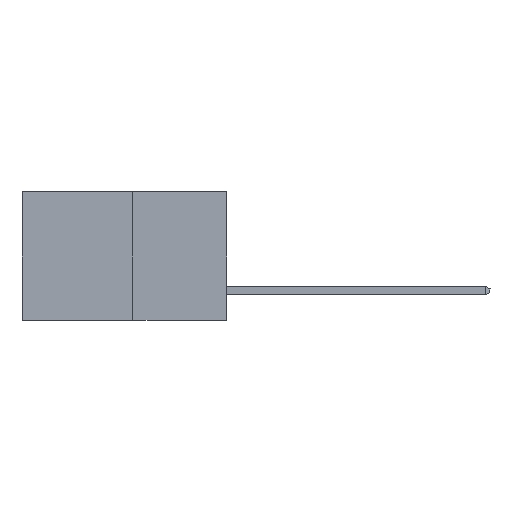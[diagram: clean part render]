
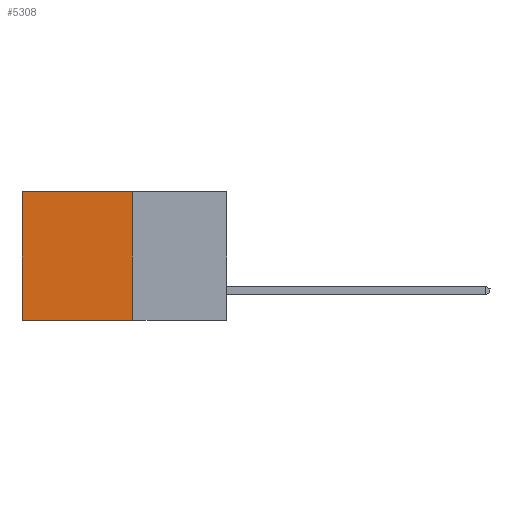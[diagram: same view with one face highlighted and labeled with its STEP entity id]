
A CAD part, left-side view. The second image highlights one B-rep face of the part: STEP entity #5308.
In plain terms, the highlighted planar face has unit normal (-1, 0, 0).
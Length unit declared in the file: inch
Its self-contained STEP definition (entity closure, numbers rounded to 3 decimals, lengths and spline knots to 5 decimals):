
#326 = FACE_OUTER_BOUND ( 'NONE', #573, .T. ) ;
#573 = EDGE_LOOP ( 'NONE', ( #10728, #6380, #3738, #9677 ) ) ;
#801 = CARTESIAN_POINT ( 'NONE',  ( 0.277, 0.59, 0. ) ) ;
#983 = VECTOR ( 'NONE', #11272, 39.37008 ) ;
#1368 = CARTESIAN_POINT ( 'NONE',  ( 0.277, 0.27, -0.37 ) ) ;
#2143 = VERTEX_POINT ( 'NONE', #11724 ) ;
#2946 = PLANE ( 'NONE',  #4838 ) ;
#3059 = CARTESIAN_POINT ( 'NONE',  ( 0.277, 0.27, 0. ) ) ;
#3396 = CARTESIAN_POINT ( 'NONE',  ( 0.277, 0.59, -0.37 ) ) ;
#3738 = ORIENTED_EDGE ( 'NONE', *, *, #10776, .F. ) ;
#4229 = LINE ( 'NONE', #3059, #12059 ) ;
#4391 = EDGE_CURVE ( 'NONE', #7704, #2143, #8883, .T. ) ;
#4838 = AXIS2_PLACEMENT_3D ( 'NONE', #5925, #12742, #6942 ) ;
#5308 = ADVANCED_FACE ( 'NONE', ( #326 ), #2946, .F. ) ;
#5333 = VECTOR ( 'NONE', #9744, 39.37008 ) ;
#5714 = CARTESIAN_POINT ( 'NONE',  ( 0.277, 0.27, -0.37 ) ) ;
#5925 = CARTESIAN_POINT ( 'NONE',  ( 0.277, 0.27, -0.37 ) ) ;
#6380 = ORIENTED_EDGE ( 'NONE', *, *, #8741, .F. ) ;
#6942 = DIRECTION ( 'NONE',  ( 0., 0., -1. ) ) ;
#7704 = VERTEX_POINT ( 'NONE', #801 ) ;
#7969 = LINE ( 'NONE', #8751, #5333 ) ;
#8101 = VERTEX_POINT ( 'NONE', #12682 ) ;
#8302 = DIRECTION ( 'NONE',  ( 0., 0., -1. ) ) ;
#8741 = EDGE_CURVE ( 'NONE', #11012, #2143, #7969, .T. ) ;
#8751 = CARTESIAN_POINT ( 'NONE',  ( 0.277, 0.27, -0.37 ) ) ;
#8883 = LINE ( 'NONE', #3396, #983 ) ;
#8940 = DIRECTION ( 'NONE',  ( 0., 1., 0. ) ) ;
#9677 = ORIENTED_EDGE ( 'NONE', *, *, #9914, .T. ) ;
#9744 = DIRECTION ( 'NONE',  ( 0., 1., 0. ) ) ;
#9914 = EDGE_CURVE ( 'NONE', #8101, #7704, #4229, .T. ) ;
#10052 = VECTOR ( 'NONE', #8302, 39.37008 ) ;
#10728 = ORIENTED_EDGE ( 'NONE', *, *, #4391, .T. ) ;
#10776 = EDGE_CURVE ( 'NONE', #8101, #11012, #12627, .T. ) ;
#11012 = VERTEX_POINT ( 'NONE', #5714 ) ;
#11272 = DIRECTION ( 'NONE',  ( 0., 0., -1. ) ) ;
#11724 = CARTESIAN_POINT ( 'NONE',  ( 0.277, 0.59, -0.37 ) ) ;
#12059 = VECTOR ( 'NONE', #8940, 39.37008 ) ;
#12627 = LINE ( 'NONE', #1368, #10052 ) ;
#12682 = CARTESIAN_POINT ( 'NONE',  ( 0.277, 0.27, 0. ) ) ;
#12742 = DIRECTION ( 'NONE',  ( 1., 0., 0. ) ) ;
